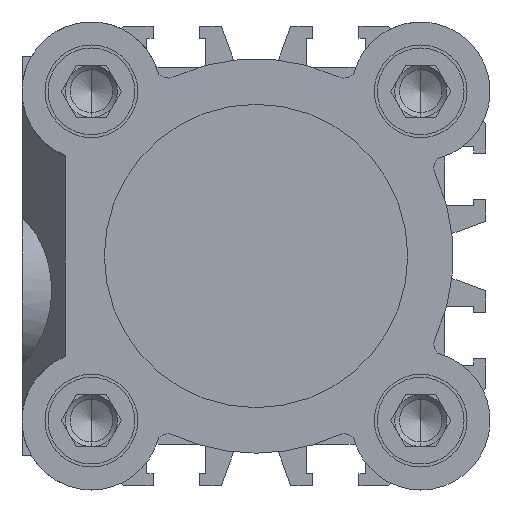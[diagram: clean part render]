
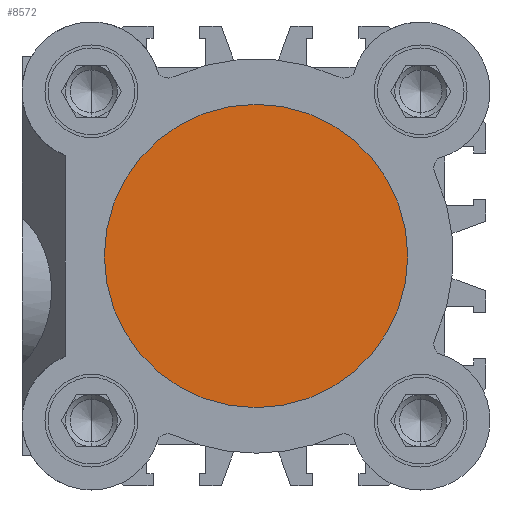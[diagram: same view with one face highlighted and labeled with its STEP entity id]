
A CAD part, left-side view. The second image highlights one B-rep face of the part: STEP entity #8572.
In plain terms, the highlighted face is planar.
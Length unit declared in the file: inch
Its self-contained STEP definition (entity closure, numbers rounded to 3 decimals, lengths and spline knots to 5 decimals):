
#53 = CARTESIAN_POINT ( 'NONE',  ( 0.15748, 0., 0.68898 ) ) ;
#58 = VERTEX_POINT ( 'NONE', #8624 ) ;
#866 = AXIS2_PLACEMENT_3D ( 'NONE', #4389, #11410, #5410 ) ;
#1035 = AXIS2_PLACEMENT_3D ( 'NONE', #5456, #12412, #6446 ) ;
#1278 = CIRCLE ( 'NONE', #866, 0.68898 ) ;
#1823 = ORIENTED_EDGE ( 'NONE', *, *, #11893, .F. ) ;
#2485 = CARTESIAN_POINT ( 'NONE',  ( 0.15748, 0.68898, 0. ) ) ;
#3549 = DIRECTION ( 'NONE',  ( 0., 0., 1. ) ) ;
#4389 = CARTESIAN_POINT ( 'NONE',  ( 0.15748, 0., 0. ) ) ;
#5410 = DIRECTION ( 'NONE',  ( 0., 0., 1. ) ) ;
#5456 = CARTESIAN_POINT ( 'NONE',  ( 0.15748, 0., 0. ) ) ;
#6183 = CIRCLE ( 'NONE', #1035, 0.68898 ) ;
#6446 = DIRECTION ( 'NONE',  ( 0., 0., 1. ) ) ;
#8572 = ADVANCED_FACE ( 'NONE', ( #11655 ), #8584, .F. ) ;
#8584 = PLANE ( 'NONE',  #12416 ) ;
#8624 = CARTESIAN_POINT ( 'NONE',  ( 0.15748, 0., -0.68898 ) ) ;
#9578 = DIRECTION ( 'NONE',  ( -1., 0., 0. ) ) ;
#9631 = EDGE_LOOP ( 'NONE', ( #1823, #9660 ) ) ;
#9660 = ORIENTED_EDGE ( 'NONE', *, *, #11418, .F. ) ;
#11410 = DIRECTION ( 'NONE',  ( -1., 0., 0. ) ) ;
#11418 = EDGE_CURVE ( 'NONE', #58, #11718, #1278, .T. ) ;
#11655 = FACE_OUTER_BOUND ( 'NONE', #9631, .T. ) ;
#11718 = VERTEX_POINT ( 'NONE', #53 ) ;
#11893 = EDGE_CURVE ( 'NONE', #11718, #58, #6183, .T. ) ;
#12412 = DIRECTION ( 'NONE',  ( -1., 0., 0. ) ) ;
#12416 = AXIS2_PLACEMENT_3D ( 'NONE', #2485, #9578, #3549 ) ;
